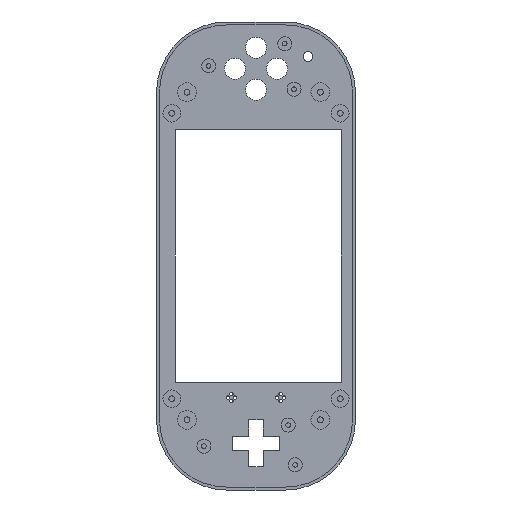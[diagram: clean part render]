
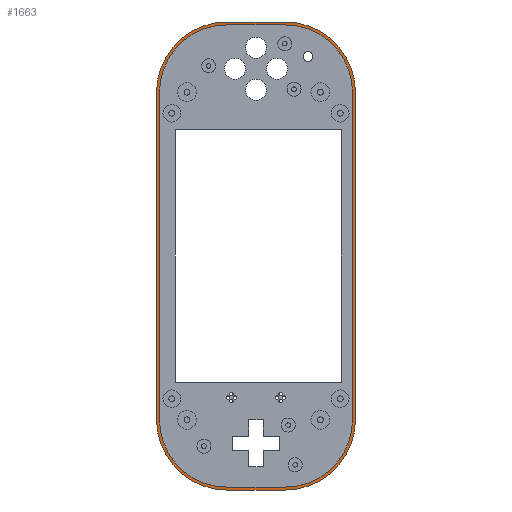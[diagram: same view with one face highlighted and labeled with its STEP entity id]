
A CAD part, front view. The second image highlights one B-rep face of the part: STEP entity #1663.
In plain terms, the highlighted planar face has unit normal (0, -1, 0).
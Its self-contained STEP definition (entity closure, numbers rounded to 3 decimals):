
#48=LINE('',#2713,#132);
#52=LINE('',#2722,#136);
#84=LINE('',#2840,#168);
#87=LINE('',#2848,#171);
#90=LINE('',#2856,#174);
#93=LINE('',#2863,#177);
#94=LINE('',#2866,#178);
#95=LINE('',#2870,#179);
#132=VECTOR('',#2220,140.);
#136=VECTOR('',#2230,25.);
#168=VECTOR('',#2362,25.);
#171=VECTOR('',#2371,140.);
#174=VECTOR('',#2380,25.);
#177=VECTOR('',#2389,140.);
#178=VECTOR('',#2392,140.);
#179=VECTOR('',#2395,25.);
#234=PLANE('',#1885);
#337=FACE_BOUND('',#648,.T.);
#440=FACE_OUTER_BOUND('',#647,.T.);
#647=EDGE_LOOP('',(#1455,#1456,#1457,#1458,#1459,#1460,#1461,#1462));
#648=EDGE_LOOP('',(#1463,#1464,#1465,#1466,#1467,#1468,#1469,#1470));
#752=CIRCLE('',#1824,30.);
#753=CIRCLE('',#1827,30.);
#770=CIRCLE('',#1874,28.75);
#771=CIRCLE('',#1877,28.75);
#772=CIRCLE('',#1880,28.75);
#773=CIRCLE('',#1883,28.75);
#774=CIRCLE('',#1886,30.);
#775=CIRCLE('',#1887,30.);
#882=VERTEX_POINT('',#2710);
#883=VERTEX_POINT('',#2712);
#884=VERTEX_POINT('',#2716);
#885=VERTEX_POINT('',#2720);
#886=VERTEX_POINT('',#2724);
#919=VERTEX_POINT('',#2833);
#920=VERTEX_POINT('',#2834);
#921=VERTEX_POINT('',#2839);
#922=VERTEX_POINT('',#2843);
#923=VERTEX_POINT('',#2847);
#924=VERTEX_POINT('',#2851);
#925=VERTEX_POINT('',#2855);
#926=VERTEX_POINT('',#2859);
#927=VERTEX_POINT('',#2865);
#928=VERTEX_POINT('',#2867);
#929=VERTEX_POINT('',#2869);
#1045=EDGE_CURVE('',#882,#883,#48,.T.);
#1048=EDGE_CURVE('',#884,#882,#752,.T.);
#1050=EDGE_CURVE('',#885,#884,#52,.T.);
#1052=EDGE_CURVE('',#886,#885,#753,.T.);
#1097=EDGE_CURVE('',#919,#920,#770,.T.);
#1100=EDGE_CURVE('',#921,#919,#84,.T.);
#1102=EDGE_CURVE('',#922,#921,#771,.T.);
#1104=EDGE_CURVE('',#923,#922,#87,.T.);
#1106=EDGE_CURVE('',#924,#923,#772,.T.);
#1108=EDGE_CURVE('',#925,#924,#90,.T.);
#1110=EDGE_CURVE('',#926,#925,#773,.T.);
#1112=EDGE_CURVE('',#920,#926,#93,.T.);
#1113=EDGE_CURVE('',#927,#886,#94,.T.);
#1114=EDGE_CURVE('',#928,#927,#774,.T.);
#1115=EDGE_CURVE('',#929,#928,#95,.T.);
#1116=EDGE_CURVE('',#883,#929,#775,.T.);
#1455=ORIENTED_EDGE('',*,*,#1045,.F.);
#1456=ORIENTED_EDGE('',*,*,#1048,.F.);
#1457=ORIENTED_EDGE('',*,*,#1050,.F.);
#1458=ORIENTED_EDGE('',*,*,#1052,.F.);
#1459=ORIENTED_EDGE('',*,*,#1113,.F.);
#1460=ORIENTED_EDGE('',*,*,#1114,.F.);
#1461=ORIENTED_EDGE('',*,*,#1115,.F.);
#1462=ORIENTED_EDGE('',*,*,#1116,.F.);
#1463=ORIENTED_EDGE('',*,*,#1097,.T.);
#1464=ORIENTED_EDGE('',*,*,#1112,.T.);
#1465=ORIENTED_EDGE('',*,*,#1110,.T.);
#1466=ORIENTED_EDGE('',*,*,#1108,.T.);
#1467=ORIENTED_EDGE('',*,*,#1106,.T.);
#1468=ORIENTED_EDGE('',*,*,#1104,.T.);
#1469=ORIENTED_EDGE('',*,*,#1102,.T.);
#1470=ORIENTED_EDGE('',*,*,#1100,.T.);
#1663=ADVANCED_FACE('',(#440,#337),#234,.F.);
#1824=AXIS2_PLACEMENT_3D('',#2718,#2225,#2226);
#1827=AXIS2_PLACEMENT_3D('',#2726,#2234,#2235);
#1874=AXIS2_PLACEMENT_3D('',#2835,#2356,#2357);
#1877=AXIS2_PLACEMENT_3D('',#2844,#2366,#2367);
#1880=AXIS2_PLACEMENT_3D('',#2852,#2375,#2376);
#1883=AXIS2_PLACEMENT_3D('',#2860,#2384,#2385);
#1885=AXIS2_PLACEMENT_3D('',#2864,#2390,#2391);
#1886=AXIS2_PLACEMENT_3D('',#2868,#2393,#2394);
#1887=AXIS2_PLACEMENT_3D('',#2871,#2396,#2397);
#2220=DIRECTION('',(0.,0.,1.));
#2225=DIRECTION('center_axis',(0.,1.,0.));
#2226=DIRECTION('ref_axis',(-0.707,0.,-0.707));
#2230=DIRECTION('',(-1.,0.,0.));
#2234=DIRECTION('center_axis',(0.,1.,0.));
#2235=DIRECTION('ref_axis',(0.707,0.,-0.707));
#2356=DIRECTION('center_axis',(0.,1.,0.));
#2357=DIRECTION('ref_axis',(1.,0.,0.));
#2362=DIRECTION('',(-1.,0.,0.));
#2366=DIRECTION('center_axis',(0.,1.,0.));
#2367=DIRECTION('ref_axis',(0.,0.,1.));
#2371=DIRECTION('',(0.,0.,-1.));
#2375=DIRECTION('center_axis',(0.,1.,0.));
#2376=DIRECTION('ref_axis',(-1.,0.,0.));
#2380=DIRECTION('',(1.,0.,0.));
#2384=DIRECTION('center_axis',(0.,1.,0.));
#2385=DIRECTION('ref_axis',(0.,0.,-1.));
#2389=DIRECTION('',(0.,0.,1.));
#2390=DIRECTION('center_axis',(0.,1.,0.));
#2391=DIRECTION('ref_axis',(0.,0.,1.));
#2392=DIRECTION('',(0.,0.,-1.));
#2393=DIRECTION('center_axis',(0.,1.,0.));
#2394=DIRECTION('ref_axis',(0.707,0.,0.707));
#2395=DIRECTION('',(1.,0.,0.));
#2396=DIRECTION('center_axis',(0.,1.,0.));
#2397=DIRECTION('ref_axis',(-0.707,0.,0.707));
#2710=CARTESIAN_POINT('',(-42.5,41.,-70.));
#2712=CARTESIAN_POINT('',(-42.5,41.,70.));
#2713=CARTESIAN_POINT('',(-42.5,41.,-105.));
#2716=CARTESIAN_POINT('',(-12.5,41.,-100.));
#2718=CARTESIAN_POINT('Origin',(-12.5,41.,-70.));
#2720=CARTESIAN_POINT('',(12.5,41.,-100.));
#2722=CARTESIAN_POINT('',(1.25,41.,-100.));
#2724=CARTESIAN_POINT('',(42.5,41.,-70.));
#2726=CARTESIAN_POINT('Origin',(12.5,41.,-70.));
#2833=CARTESIAN_POINT('',(-12.5,41.,-98.75));
#2834=CARTESIAN_POINT('',(-41.25,41.,-70.));
#2835=CARTESIAN_POINT('Origin',(-12.5,41.,-70.));
#2839=CARTESIAN_POINT('',(12.5,41.,-98.75));
#2840=CARTESIAN_POINT('',(-13.75,41.,-98.75));
#2843=CARTESIAN_POINT('',(41.25,41.,-70.));
#2844=CARTESIAN_POINT('Origin',(12.5,41.,-70.));
#2847=CARTESIAN_POINT('',(41.25,41.,70.));
#2848=CARTESIAN_POINT('',(41.25,41.,-20.));
#2851=CARTESIAN_POINT('',(12.5,41.,98.75));
#2852=CARTESIAN_POINT('Origin',(12.5,41.,70.));
#2855=CARTESIAN_POINT('',(-12.5,41.,98.75));
#2856=CARTESIAN_POINT('',(-26.25,41.,98.75));
#2859=CARTESIAN_POINT('',(-41.25,41.,70.));
#2860=CARTESIAN_POINT('Origin',(-12.5,41.,70.));
#2863=CARTESIAN_POINT('',(-41.25,41.,-90.));
#2864=CARTESIAN_POINT('Origin',(-40.,41.,-110.));
#2865=CARTESIAN_POINT('',(42.5,41.,70.));
#2866=CARTESIAN_POINT('',(42.5,41.,-5.));
#2867=CARTESIAN_POINT('',(12.5,41.,100.));
#2868=CARTESIAN_POINT('Origin',(12.5,41.,70.));
#2869=CARTESIAN_POINT('',(-12.5,41.,100.));
#2870=CARTESIAN_POINT('',(-41.25,41.,100.));
#2871=CARTESIAN_POINT('Origin',(-12.5,41.,70.));
